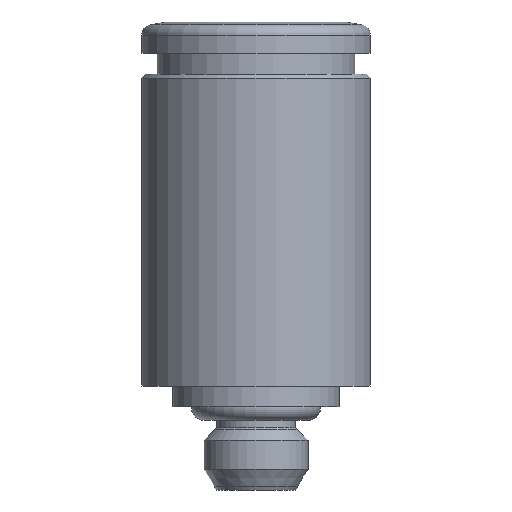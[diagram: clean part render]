
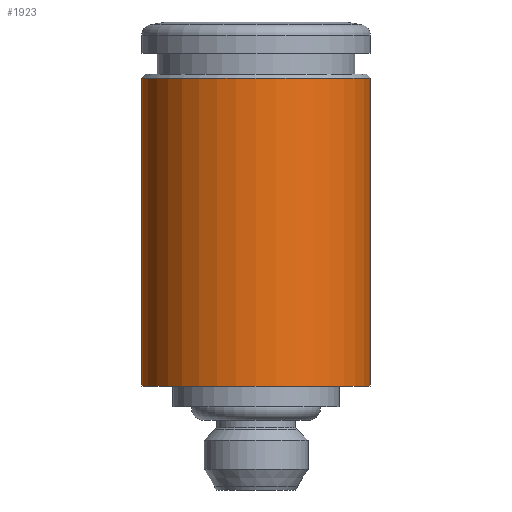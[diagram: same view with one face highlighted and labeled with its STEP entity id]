
A CAD part, front view. The second image highlights one B-rep face of the part: STEP entity #1923.
In plain terms, the highlighted cylindrical face has radius 5.5 mm (diameter 11 mm), a full revolution.
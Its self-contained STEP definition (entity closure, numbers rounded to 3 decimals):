
#942=ORIENTED_EDGE('',*,*,#1135,.F.);
#943=ORIENTED_EDGE('',*,*,#1134,.F.);
#1008=CIRCLE('',#1840,5.5);
#1009=CIRCLE('',#1842,5.5);
#1065=VERTEX_POINT('',#1716);
#1066=VERTEX_POINT('',#1719);
#1134=EDGE_CURVE('',#1065,#1065,#1008,.T.);
#1135=EDGE_CURVE('',#1066,#1066,#1009,.T.);
#1211=EDGE_LOOP('',(#942));
#1212=EDGE_LOOP('',(#943));
#1303=FACE_BOUND('',#1211,.T.);
#1304=FACE_BOUND('',#1212,.T.);
#1510=DIRECTION('',(0.,1.,0.));
#1511=DIRECTION('',(0.,0.,5.5));
#1512=DIRECTION('',(0.,1.,0.));
#1513=DIRECTION('',(1.,0.,0.));
#1514=DIRECTION('',(0.,-1.,0.));
#1515=DIRECTION('',(0.,0.,5.5));
#1716=CARTESIAN_POINT('',(9.52,25.52,5.5));
#1717=CARTESIAN_POINT('',(9.52,25.52,0.));
#1718=CARTESIAN_POINT('',(9.52,10.72,0.));
#1719=CARTESIAN_POINT('',(9.52,10.72,5.5));
#1720=CARTESIAN_POINT('',(9.52,10.72,0.));
#1840=AXIS2_PLACEMENT_3D('',#1717,#1510,#1511);
#1841=AXIS2_PLACEMENT_3D('',#1718,#1512,#1513);
#1842=AXIS2_PLACEMENT_3D('',#1720,#1514,#1515);
#1881=CYLINDRICAL_SURFACE('',#1841,5.5);
#1923=ADVANCED_FACE('',(#1303,#1304),#1881,.T.);
